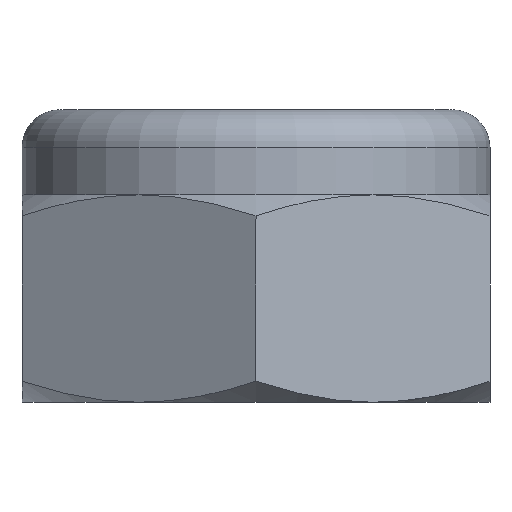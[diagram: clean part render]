
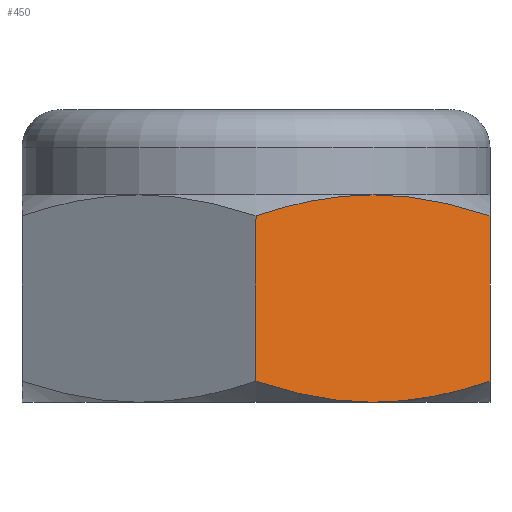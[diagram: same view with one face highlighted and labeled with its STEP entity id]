
A CAD part, front view. The second image highlights one B-rep face of the part: STEP entity #450.
In plain terms, the highlighted planar face has unit normal (0.5, -0.866, 0).
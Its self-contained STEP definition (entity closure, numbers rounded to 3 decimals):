
#23=(
BOUNDED_CURVE()
B_SPLINE_CURVE(2,(#724,#725,#726),.UNSPECIFIED.,.F.,.F.)
B_SPLINE_CURVE_WITH_KNOTS((3,3),(1.965,2.623),
 .UNSPECIFIED.)
CURVE()
GEOMETRIC_REPRESENTATION_ITEM()
RATIONAL_B_SPLINE_CURVE((2.785,2.785,2.585))
REPRESENTATION_ITEM('')
);
#37=(
BOUNDED_CURVE()
B_SPLINE_CURVE(2,(#796,#797,#798,#799,#800),.UNSPECIFIED.,.F.,.F.)
B_SPLINE_CURVE_WITH_KNOTS((3,2,3),(1.307,1.965,1.965),
 .UNSPECIFIED.)
CURVE()
GEOMETRIC_REPRESENTATION_ITEM()
RATIONAL_B_SPLINE_CURVE((2.585,2.785,2.785,
2.785,2.785))
REPRESENTATION_ITEM('')
);
#38=(
BOUNDED_CURVE()
B_SPLINE_CURVE(2,(#804,#805,#806),.UNSPECIFIED.,.F.,.F.)
B_SPLINE_CURVE_WITH_KNOTS((3,3),(-1.445,-0.924),
 .UNSPECIFIED.)
CURVE()
GEOMETRIC_REPRESENTATION_ITEM()
RATIONAL_B_SPLINE_CURVE((2.234,2.234,2.074))
REPRESENTATION_ITEM('')
);
#39=(
BOUNDED_CURVE()
B_SPLINE_CURVE(2,(#807,#808,#809),.UNSPECIFIED.,.F.,.F.)
B_SPLINE_CURVE_WITH_KNOTS((3,3),(-1.967,-1.445),
 .UNSPECIFIED.)
CURVE()
GEOMETRIC_REPRESENTATION_ITEM()
RATIONAL_B_SPLINE_CURVE((2.074,2.234,2.234))
REPRESENTATION_ITEM('')
);
#69=PLANE('',#512);
#89=FACE_OUTER_BOUND('',#122,.T.);
#122=EDGE_LOOP('',(#361,#362,#363,#364,#365,#366));
#148=LINE('',#786,#161);
#149=LINE('',#802,#162);
#161=VECTOR('',#611,3.985);
#162=VECTOR('',#614,3.985);
#207=VERTEX_POINT('',#711);
#209=VERTEX_POINT('',#723);
#220=VERTEX_POINT('',#785);
#222=VERTEX_POINT('',#795);
#223=VERTEX_POINT('',#801);
#224=VERTEX_POINT('',#803);
#252=EDGE_CURVE('',#209,#207,#23,.F.);
#270=EDGE_CURVE('',#220,#209,#148,.T.);
#273=EDGE_CURVE('',#207,#222,#37,.F.);
#274=EDGE_CURVE('',#223,#222,#149,.T.);
#275=EDGE_CURVE('',#224,#223,#38,.T.);
#276=EDGE_CURVE('',#220,#224,#39,.T.);
#361=ORIENTED_EDGE('',*,*,#252,.T.);
#362=ORIENTED_EDGE('',*,*,#273,.T.);
#363=ORIENTED_EDGE('',*,*,#274,.F.);
#364=ORIENTED_EDGE('',*,*,#275,.F.);
#365=ORIENTED_EDGE('',*,*,#276,.F.);
#366=ORIENTED_EDGE('',*,*,#270,.T.);
#450=ADVANCED_FACE('',(#89),#69,.T.);
#512=AXIS2_PLACEMENT_3D('',#794,#612,#613);
#611=DIRECTION('',(0.,0.,1.));
#612=DIRECTION('center_axis',(0.5,-0.866,0.));
#613=DIRECTION('ref_axis',(0.,0.,-1.));
#614=DIRECTION('',(0.,0.,1.));
#711=CARTESIAN_POINT('',(2.,-3.464,3.545));
#723=CARTESIAN_POINT('',(4.,-2.309,3.188));
#724=CARTESIAN_POINT('Ctrl Pts',(2.,-3.464,3.545));
#725=CARTESIAN_POINT('Ctrl Pts',(2.928,-2.928,3.545));
#726=CARTESIAN_POINT('Ctrl Pts',(4.,-2.309,3.188));
#785=CARTESIAN_POINT('',(4.,-2.309,0.357));
#786=CARTESIAN_POINT('',(4.,-2.309,0.357));
#794=CARTESIAN_POINT('Origin',(0.,-4.619,
0.));
#795=CARTESIAN_POINT('',(0.,-4.619,3.188));
#796=CARTESIAN_POINT('Ctrl Pts',(0.,-4.619,
3.188));
#797=CARTESIAN_POINT('Ctrl Pts',(1.072,-4.,3.545));
#798=CARTESIAN_POINT('Ctrl Pts',(2.,-3.464,3.545));
#799=CARTESIAN_POINT('Ctrl Pts',(2.,-3.464,3.545));
#800=CARTESIAN_POINT('Ctrl Pts',(2.,-3.464,3.545));
#801=CARTESIAN_POINT('',(0.,-4.619,0.357));
#802=CARTESIAN_POINT('',(0.,-4.619,0.357));
#803=CARTESIAN_POINT('',(2.,-3.464,0.));
#804=CARTESIAN_POINT('Ctrl Pts',(2.,-3.464,0.));
#805=CARTESIAN_POINT('Ctrl Pts',(1.072,-4.,0.));
#806=CARTESIAN_POINT('Ctrl Pts',(0.,-4.619,
0.357));
#807=CARTESIAN_POINT('Ctrl Pts',(4.,-2.309,0.357));
#808=CARTESIAN_POINT('Ctrl Pts',(2.928,-2.928,0.));
#809=CARTESIAN_POINT('Ctrl Pts',(2.,-3.464,0.));
